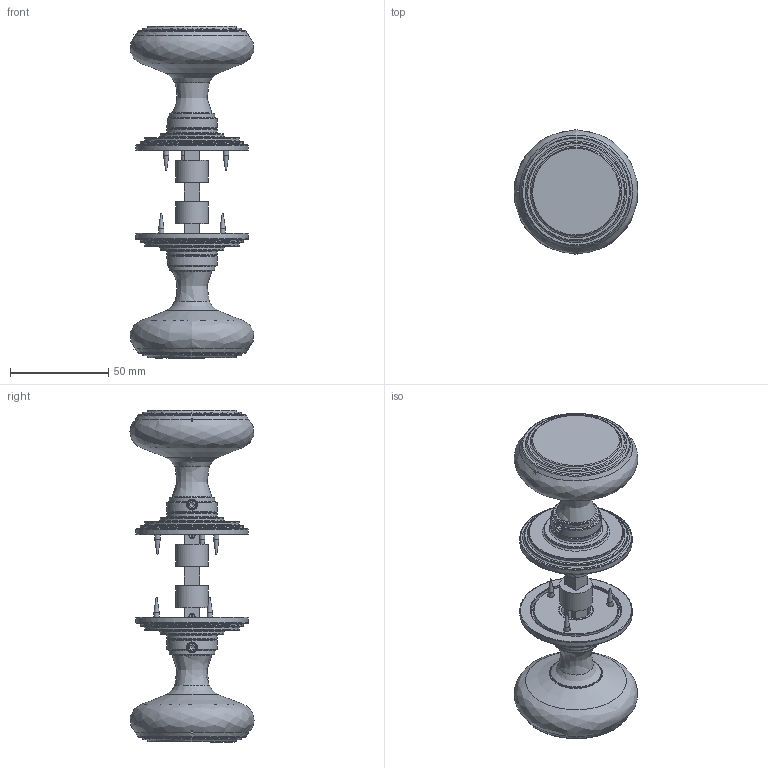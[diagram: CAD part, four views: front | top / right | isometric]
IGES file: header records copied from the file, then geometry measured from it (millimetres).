
Global section: file name: PK8062CR63; native system: Autodesk Inventor 2024; preprocessor: unknown; author: rclarke; date: 20250319.153349; units: millimetre
Bounding box: 62.6 x 63 x 168.6 mm (x, y, z)
Volume: 166719.5 mm3; surface area: 58726.9 mm2
Topology: 25 solids, 25 shells, 480 faces, 1316 edges, 926 vertices
Faces by surface type: bspline 480
